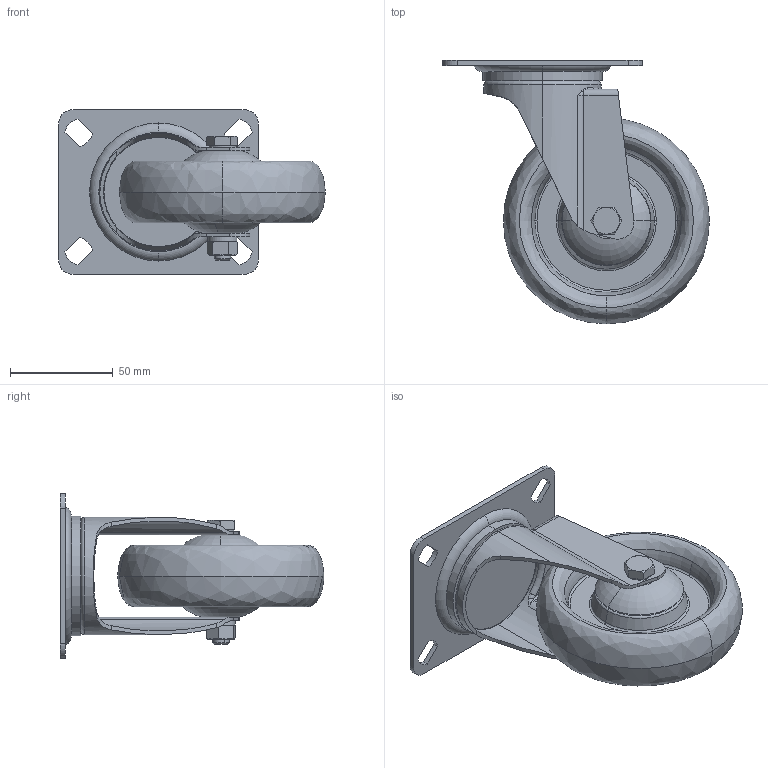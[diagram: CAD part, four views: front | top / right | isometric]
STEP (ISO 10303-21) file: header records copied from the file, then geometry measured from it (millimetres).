
FILE_DESCRIPTION (( 'STEP AP214' ), '1' );
FILE_NAME ('0034029.step', '2021-08-12T09:19:18', ( 'Windows-Benutzer' ), ( '' ), 'SwSTEP 2.0', 'SolidWorks 2020', '' );
FILE_SCHEMA (( 'AUTOMOTIVE_DESIGN' ));
Length unit declared in the file: millimetre
Products named in the file (1): 0034029
Bounding box: 129.5 x 128 x 80 mm (x, y, z)
Surface area: 66505.5 mm2 (no closed solid volume)
Topology: 0 solids, 12 shells, 186 faces, 455 edges, 286 vertices
Faces by surface type: plane 59, cylinder 43, torus 42, cone 26, bspline 16
Entity records: 8028 total; most frequent: CARTESIAN_POINT 1666, DIRECTION 942, ORIENTED_EDGE 846, EDGE_CURVE 451, AXIS2_PLACEMENT_3D 400, VERTEX_POINT 286, CIRCLE 229, EDGE_LOOP 213
